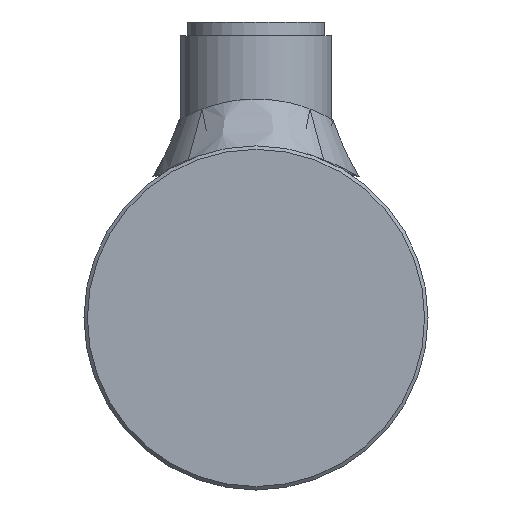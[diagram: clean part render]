
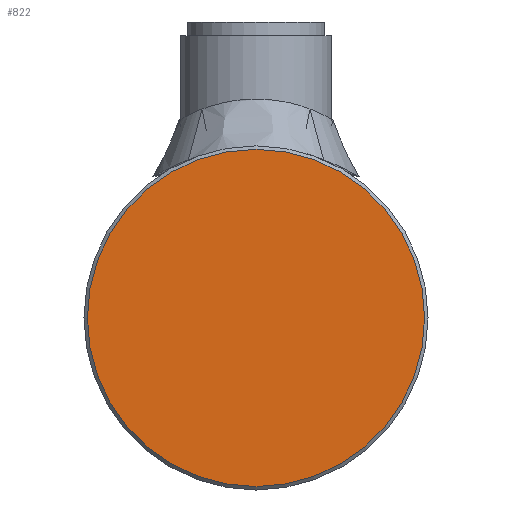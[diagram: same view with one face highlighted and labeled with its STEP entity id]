
A CAD part, left-side view. The second image highlights one B-rep face of the part: STEP entity #822.
In plain terms, the highlighted planar face has unit normal (-1, 0, 0).
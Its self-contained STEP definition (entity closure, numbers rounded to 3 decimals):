
#822 = ADVANCED_FACE( '', ( #1575 ), #1576, .T. );
#1575 = FACE_OUTER_BOUND( '', #4320, .T. );
#1576 = PLANE( '', #4321 );
#4320 = EDGE_LOOP( '', ( #5291 ) );
#4321 = AXIS2_PLACEMENT_3D( '', #5292, #5293, #5294 );
#5291 = ORIENTED_EDGE( '', *, *, #5551, .T. );
#5292 = CARTESIAN_POINT( '', ( -10., 0., 0. ) );
#5293 = DIRECTION( '', ( -1., 0., 0. ) );
#5294 = DIRECTION( '', ( 0., -1., 0. ) );
#5551 = EDGE_CURVE( '', #6127, #6127, #6128, .T. );
#6127 = VERTEX_POINT( '', #7157 );
#6128 = CIRCLE( '', #7158, 24.5 );
#7157 = CARTESIAN_POINT( '', ( -10., -24.5, 0. ) );
#7158 = AXIS2_PLACEMENT_3D( '', #8091, #8092, #8093 );
#8091 = CARTESIAN_POINT( '', ( -10., 0., 0. ) );
#8092 = DIRECTION( '', ( -1., 0., 0. ) );
#8093 = DIRECTION( '', ( 0., -1., 0. ) );
